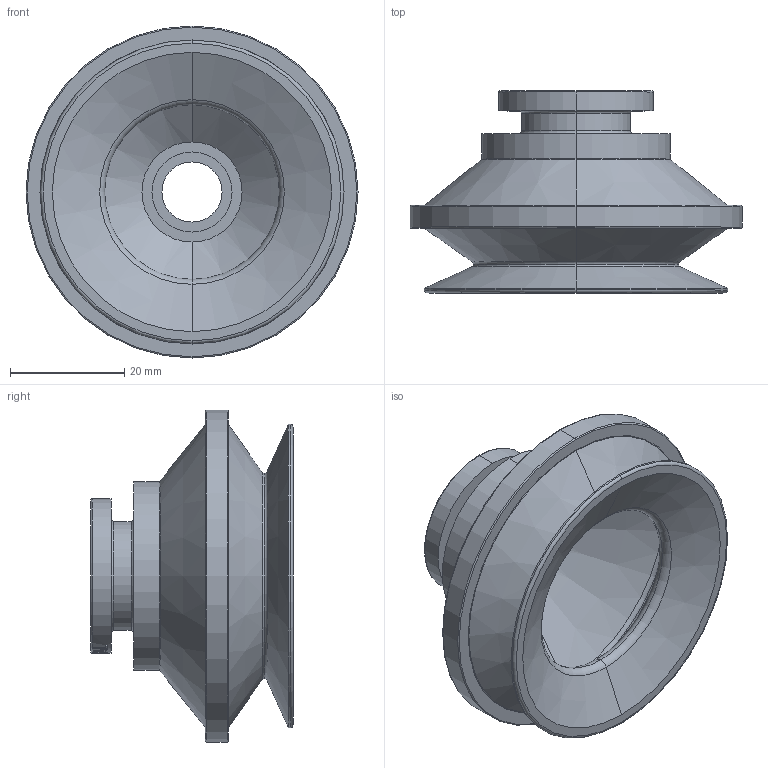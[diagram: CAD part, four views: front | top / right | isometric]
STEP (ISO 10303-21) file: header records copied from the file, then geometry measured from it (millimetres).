
FILE_DESCRIPTION(('STEP AP214'),'1');
FILE_NAME('COVAL_VSAB50NBR.stp','2017-12-27T18:40:29',('TraceParts'),('TraceParts S.A.'),'Spatial InterOp 3D',' ',' ');
FILE_SCHEMA(('automotive_design'));
Length unit declared in the file: millimetre
Products named in the file (1): COVAL_VSAB50NBR
Bounding box: 58 x 35.3 x 58 mm (x, y, z)
Volume: 17302.8 mm3; surface area: 14552.9 mm2
Topology: 1 solids, 1 shells, 116 faces, 265 edges, 164 vertices
Faces by surface type: bspline 29, torus 28, cylinder 24, plane 23, cone 12
Entity records: 8387 total; most frequent: CARTESIAN_POINT 4995, ORIENTED_EDGE 530, DIRECTION 470, EDGE_CURVE 265, AXIS2_PLACEMENT_3D 214, VERTEX_POINT 164, EDGE_LOOP 131, CIRCLE 126
